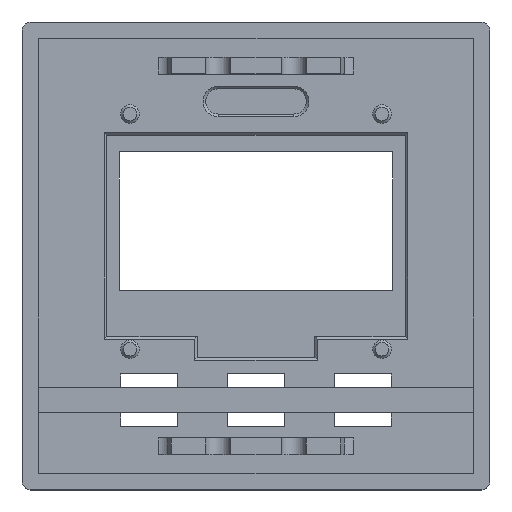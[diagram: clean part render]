
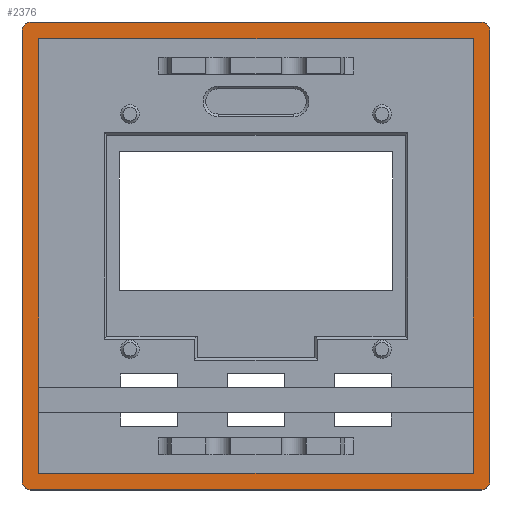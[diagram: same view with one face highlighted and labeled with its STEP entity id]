
A CAD part, top view. The second image highlights one B-rep face of the part: STEP entity #2376.
In plain terms, the highlighted planar face has unit normal (0, 0, 1).
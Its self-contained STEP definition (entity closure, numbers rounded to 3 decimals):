
#104=CIRCLE('',#2555,1.);
#105=CIRCLE('',#2558,1.);
#111=CIRCLE('',#2582,1.);
#112=CIRCLE('',#2585,1.);
#126=FACE_BOUND('',#392,.T.);
#252=FACE_OUTER_BOUND('',#391,.T.);
#391=EDGE_LOOP('',(#2149,#2150,#2151,#2152,#2153,#2154,#2155,#2156));
#392=EDGE_LOOP('',(#2157,#2158,#2159,#2160));
#516=LINE('',#3492,#790);
#648=LINE('',#3858,#922);
#651=LINE('',#3866,#925);
#658=LINE('',#3894,#932);
#660=LINE('',#3897,#934);
#661=LINE('',#3899,#935);
#664=LINE('',#3908,#938);
#666=LINE('',#3913,#940);
#790=VECTOR('',#2765,1.);
#922=VECTOR('',#3159,1.);
#925=VECTOR('',#3168,1.);
#932=VECTOR('',#3213,1.);
#934=VECTOR('',#3217,1.);
#935=VECTOR('',#3220,1.);
#938=VECTOR('',#3229,1.);
#940=VECTOR('',#3237,1.);
#1041=VERTEX_POINT('',#3489);
#1042=VERTEX_POINT('',#3491);
#1143=VERTEX_POINT('',#3850);
#1144=VERTEX_POINT('',#3852);
#1145=VERTEX_POINT('',#3856);
#1146=VERTEX_POINT('',#3860);
#1147=VERTEX_POINT('',#3864);
#1148=VERTEX_POINT('',#3891);
#1149=VERTEX_POINT('',#3893);
#1150=VERTEX_POINT('',#3901);
#1151=VERTEX_POINT('',#3903);
#1152=VERTEX_POINT('',#3907);
#1282=EDGE_CURVE('',#1042,#1041,#516,.T.);
#1459=EDGE_CURVE('',#1144,#1143,#104,.T.);
#1462=EDGE_CURVE('',#1143,#1145,#648,.T.);
#1464=EDGE_CURVE('',#1145,#1146,#105,.T.);
#1466=EDGE_CURVE('',#1146,#1147,#651,.T.);
#1478=EDGE_CURVE('',#1149,#1148,#658,.T.);
#1480=EDGE_CURVE('',#1148,#1042,#660,.T.);
#1481=EDGE_CURVE('',#1041,#1149,#661,.T.);
#1483=EDGE_CURVE('',#1151,#1150,#111,.T.);
#1485=EDGE_CURVE('',#1152,#1151,#664,.T.);
#1487=EDGE_CURVE('',#1147,#1152,#112,.T.);
#1488=EDGE_CURVE('',#1150,#1144,#666,.T.);
#2149=ORIENTED_EDGE('',*,*,#1466,.T.);
#2150=ORIENTED_EDGE('',*,*,#1487,.T.);
#2151=ORIENTED_EDGE('',*,*,#1485,.T.);
#2152=ORIENTED_EDGE('',*,*,#1483,.T.);
#2153=ORIENTED_EDGE('',*,*,#1488,.T.);
#2154=ORIENTED_EDGE('',*,*,#1459,.T.);
#2155=ORIENTED_EDGE('',*,*,#1462,.T.);
#2156=ORIENTED_EDGE('',*,*,#1464,.T.);
#2157=ORIENTED_EDGE('',*,*,#1480,.T.);
#2158=ORIENTED_EDGE('',*,*,#1282,.T.);
#2159=ORIENTED_EDGE('',*,*,#1481,.T.);
#2160=ORIENTED_EDGE('',*,*,#1478,.T.);
#2250=PLANE('',#2587);
#2376=ADVANCED_FACE('',(#252,#126),#2250,.T.);
#2555=AXIS2_PLACEMENT_3D('',#3853,#3153,#3154);
#2558=AXIS2_PLACEMENT_3D('',#3862,#3163,#3164);
#2582=AXIS2_PLACEMENT_3D('',#3904,#3224,#3225);
#2585=AXIS2_PLACEMENT_3D('',#3911,#3233,#3234);
#2587=AXIS2_PLACEMENT_3D('',#3914,#3238,#3239);
#2765=DIRECTION('',(0.,-1.,0.));
#3153=DIRECTION('center_axis',(0.,0.,1.));
#3154=DIRECTION('ref_axis',(0.,-1.,0.));
#3159=DIRECTION('',(0.,1.,0.));
#3163=DIRECTION('center_axis',(0.,0.,1.));
#3164=DIRECTION('ref_axis',(1.,0.,0.));
#3168=DIRECTION('',(-1.,0.,0.));
#3213=DIRECTION('',(0.,1.,0.));
#3217=DIRECTION('',(1.,0.,0.));
#3220=DIRECTION('',(-1.,0.,0.));
#3224=DIRECTION('center_axis',(0.,0.,1.));
#3225=DIRECTION('ref_axis',(-1.,0.,0.));
#3229=DIRECTION('',(0.,-1.,0.));
#3233=DIRECTION('center_axis',(0.,0.,1.));
#3234=DIRECTION('ref_axis',(0.,1.,0.));
#3237=DIRECTION('',(1.,0.,0.));
#3238=DIRECTION('center_axis',(0.,0.,1.));
#3239=DIRECTION('ref_axis',(1.,0.,0.));
#3489=CARTESIAN_POINT('',(53.7,2.,5.));
#3491=CARTESIAN_POINT('',(53.7,53.7,5.));
#3492=CARTESIAN_POINT('',(53.7,14.925,5.));
#3850=CARTESIAN_POINT('',(55.7,1.,5.));
#3852=CARTESIAN_POINT('',(54.7,0.,5.));
#3853=CARTESIAN_POINT('Origin',(54.7,1.,5.));
#3856=CARTESIAN_POINT('',(55.7,54.7,5.));
#3858=CARTESIAN_POINT('',(55.7,1.,5.));
#3860=CARTESIAN_POINT('',(54.7,55.7,5.));
#3862=CARTESIAN_POINT('Origin',(54.7,54.7,5.));
#3864=CARTESIAN_POINT('',(1.,55.7,5.));
#3866=CARTESIAN_POINT('',(54.7,55.7,5.));
#3891=CARTESIAN_POINT('',(2.,53.7,5.));
#3893=CARTESIAN_POINT('',(2.,2.,5.));
#3894=CARTESIAN_POINT('',(2.,40.775,5.));
#3897=CARTESIAN_POINT('',(40.775,53.7,5.));
#3899=CARTESIAN_POINT('',(14.925,2.,5.));
#3901=CARTESIAN_POINT('',(1.,0.,5.));
#3903=CARTESIAN_POINT('',(0.,1.,5.));
#3904=CARTESIAN_POINT('Origin',(1.,1.,5.));
#3907=CARTESIAN_POINT('',(0.,54.7,5.));
#3908=CARTESIAN_POINT('',(0.,54.7,5.));
#3911=CARTESIAN_POINT('Origin',(1.,54.7,5.));
#3913=CARTESIAN_POINT('',(1.,0.,5.));
#3914=CARTESIAN_POINT('Origin',(27.85,27.85,5.));
